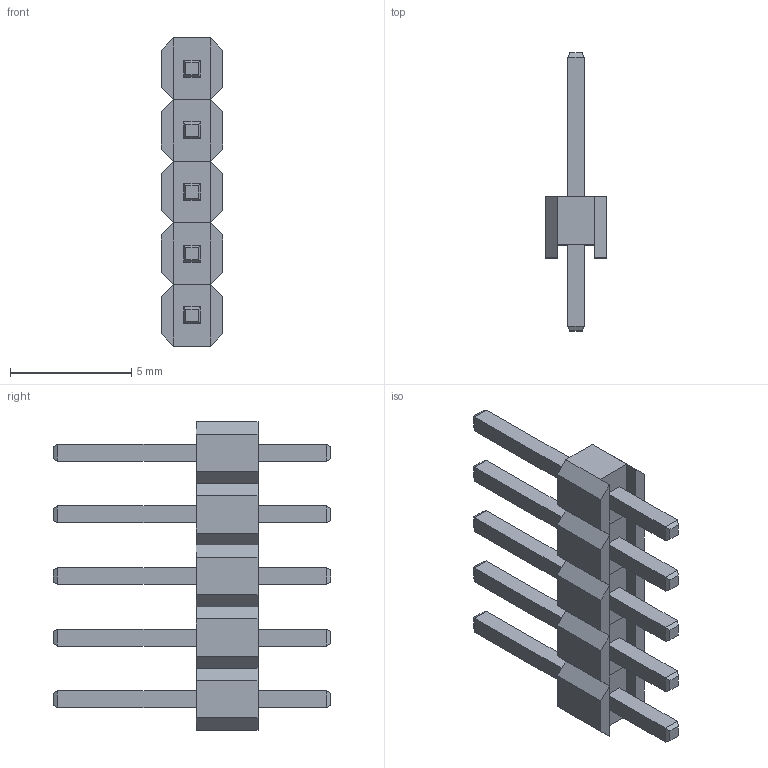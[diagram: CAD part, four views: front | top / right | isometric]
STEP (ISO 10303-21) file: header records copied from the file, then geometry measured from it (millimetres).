
FILE_DESCRIPTION (( 'STEP AP214' ), '1' );
FILE_NAME ('PLS-05.STEP', '2014-10-20T10:23:14', ( 'User' ), ( 'Hewlett-Packard Company' ), 'SwSTEP 2.0', 'SolidWorks 2013', '' );
FILE_SCHEMA (( 'AUTOMOTIVE_DESIGN' ));
Length unit declared in the file: millimetre
Products named in the file (1): PLS-05
Bounding box: 2.54 x 11.44 x 12.7 mm (x, y, z)
Volume: 87.9 mm3; surface area: 308.8 mm2
Topology: 5 solids, 5 shells, 160 faces, 360 edges, 220 vertices
Faces by surface type: plane 160
Entity records: 6114 total; most frequent: CARTESIAN_POINT 741, ORIENTED_EDGE 720, DIRECTION 682, EDGE_CURVE 360, LINE 360, VECTOR 360, VERTEX_POINT 220, EDGE_LOOP 170
